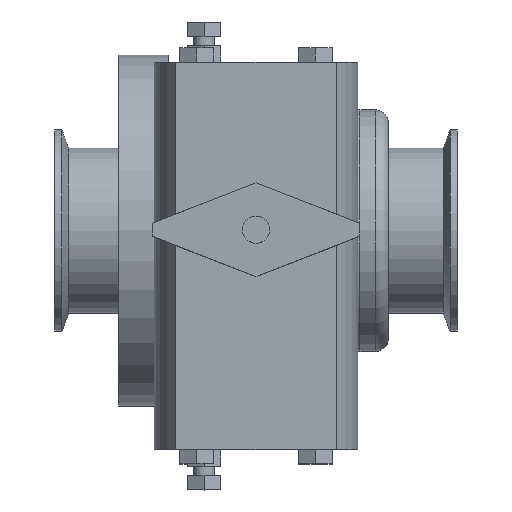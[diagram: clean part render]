
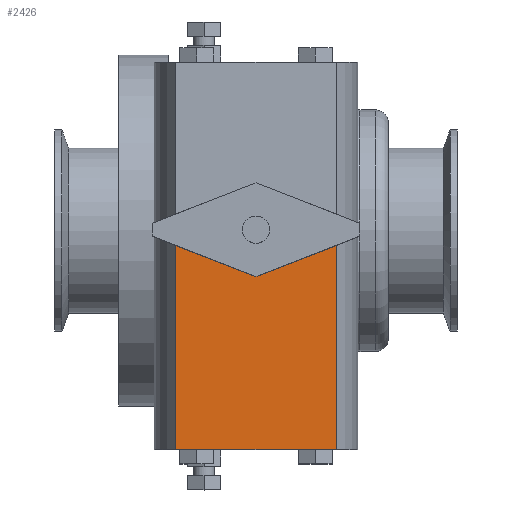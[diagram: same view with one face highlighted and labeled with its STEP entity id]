
A CAD part, top view. The second image highlights one B-rep face of the part: STEP entity #2426.
In plain terms, the highlighted planar face has unit normal (0, 0, 1).
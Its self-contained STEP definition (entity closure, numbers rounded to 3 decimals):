
#86=PLANE('',#2636);
#229=FACE_OUTER_BOUND('',#385,.T.);
#385=EDGE_LOOP('',(#1857,#1858,#1859,#1860,#1861));
#584=LINE('',#3743,#867);
#585=LINE('',#3745,#868);
#592=LINE('',#3759,#875);
#593=LINE('',#3761,#876);
#594=LINE('',#3762,#877);
#867=VECTOR('',#2952,10.);
#868=VECTOR('',#2955,10.);
#875=VECTOR('',#2970,10.);
#876=VECTOR('',#2971,10.);
#877=VECTOR('',#2972,10.);
#1159=VERTEX_POINT('',#3709);
#1164=VERTEX_POINT('',#3719);
#1172=VERTEX_POINT('',#3741);
#1175=VERTEX_POINT('',#3758);
#1176=VERTEX_POINT('',#3760);
#1423=EDGE_CURVE('',#1159,#1172,#584,.T.);
#1424=EDGE_CURVE('',#1172,#1164,#585,.T.);
#1431=EDGE_CURVE('',#1164,#1175,#592,.T.);
#1432=EDGE_CURVE('',#1175,#1176,#593,.T.);
#1433=EDGE_CURVE('',#1176,#1159,#594,.T.);
#1857=ORIENTED_EDGE('',*,*,#1424,.T.);
#1858=ORIENTED_EDGE('',*,*,#1431,.T.);
#1859=ORIENTED_EDGE('',*,*,#1432,.T.);
#1860=ORIENTED_EDGE('',*,*,#1433,.T.);
#1861=ORIENTED_EDGE('',*,*,#1423,.T.);
#2426=ADVANCED_FACE('',(#229),#86,.T.);
#2636=AXIS2_PLACEMENT_3D('',#3757,#2968,#2969);
#2952=DIRECTION('',(-0.932,-0.361,0.));
#2955=DIRECTION('',(-0.932,0.361,0.));
#2968=DIRECTION('center_axis',(0.,0.,1.));
#2969=DIRECTION('ref_axis',(1.,0.,0.));
#2970=DIRECTION('',(0.,-1.,0.));
#2971=DIRECTION('',(1.,0.,0.));
#2972=DIRECTION('',(0.,1.,0.));
#3709=CARTESIAN_POINT('',(30.8,-6.065,195.5));
#3719=CARTESIAN_POINT('',(-30.8,-6.065,195.5));
#3741=CARTESIAN_POINT('',(0.,-18.,195.5));
#3743=CARTESIAN_POINT('',(1.348,-17.478,195.5));
#3745=CARTESIAN_POINT('',(-21.348,-9.728,195.5));
#3757=CARTESIAN_POINT('Origin',(0.,-10.,195.5));
#3758=CARTESIAN_POINT('',(-30.8,-84.5,195.5));
#3759=CARTESIAN_POINT('',(-30.8,-10.,195.5));
#3760=CARTESIAN_POINT('',(30.8,-84.5,195.5));
#3761=CARTESIAN_POINT('',(30.8,-84.5,195.5));
#3762=CARTESIAN_POINT('',(30.8,-10.,195.5));
